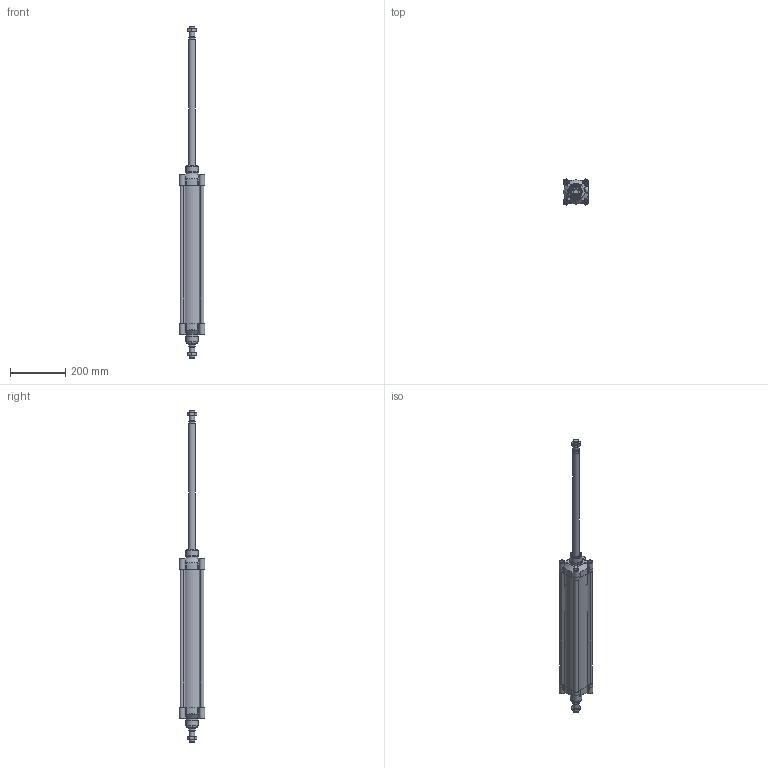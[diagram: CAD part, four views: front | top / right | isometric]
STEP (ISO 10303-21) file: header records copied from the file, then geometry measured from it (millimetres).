
FILE_DESCRIPTION(/* description */ (''),/* implementation_level */ '2;1');
FILE_NAME(/* name */ 'HDMP080.450.GS.M.stp',/* time_stamp */ '2021-03-10T09:34:07+01:00',/* author */ ('carlo.corazza'),/* organization */ (''),/* preprocessor_version */ 'ST-DEVELOPER v18.1',/* originating_system */ 'Autodesk Inventor 2020',/* authorisation */ '');
FILE_SCHEMA (('AUTOMOTIVE_DESIGN { 1 0 10303 214 3 1 1 }'));
Length unit declared in the file: millimetre
Products named in the file (6): HDMP080.450.GS.M; TA080; CORPO-450; STELO-450; STELO _ POST-450; 29.2020.000.0
Assembly tree (7 placements, depth 2):
  HDMP080.450.GS.M
    TA080  x2
    CORPO-450
    STELO-450
    29.2020.000.0  x2
    STELO _ POST-450
Bounding box: 93 x 93 x 1200 mm (x, y, z)
Volume: 1933657.2 mm3; surface area: 687624.7 mm2
Topology: 7 solids, 21 shells, 1363 faces, 3353 edges, 2078 vertices
Faces by surface type: plane 396, bspline 304, cylinder 285, cone 158, torus 114, sphere 106
Full cylindrical faces by diameter (mm): 8.376 x8, 10 x8, 10.3 x8, 12 x2, 13 x2, 14.95 x2, 16 x8, 16.3 x8, 17.5 x2, 18.376 x2, 20 x2, 24.5 x2, 25 x4, 25.8 x2, 25.962 x2, 30 x2, 31.5 x2, 35 x4, 43.5 x2, 45 x2, 80 x3
Entity records: 27843 total; most frequent: CARTESIAN_POINT 9050, ORIENTED_EDGE 3822, DIRECTION 3631, EDGE_CURVE 1911, AXIS2_PLACEMENT_3D 1451, VERTEX_POINT 1220, EDGE_LOOP 847, CIRCLE 808
